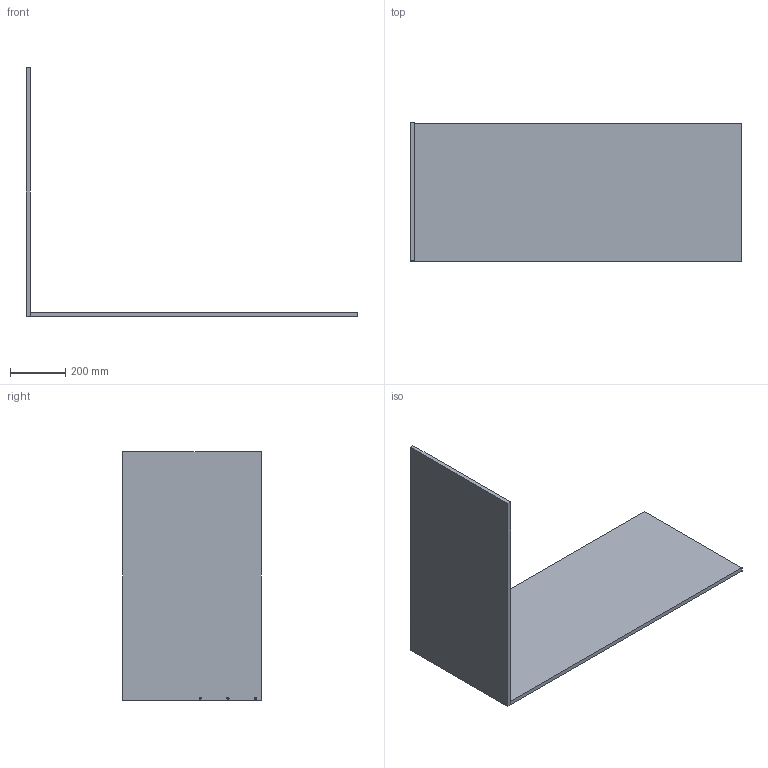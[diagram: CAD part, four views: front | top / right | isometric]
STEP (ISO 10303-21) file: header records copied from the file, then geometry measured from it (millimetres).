
FILE_DESCRIPTION(('STEP AP214'),'1');
FILE_NAME('furo_parafuso.step','2025-12-19T20:15:58',(' '),(' '),'Spatial InterOp 3D',' ',' ');
FILE_SCHEMA(('AUTOMOTIVE_DESIGN { 1 0 10303 214 1 1 1 1 }'));
Length unit declared in the file: millimetre
Products named in the file (1): BASE
Bounding box: 1200 x 500 x 900 mm (x, y, z)
Volume: 15637834.4 mm3; surface area: 2272263.2 mm2
Topology: 9 solids, 9 shells, 87 faces, 189 edges, 120 vertices
Faces by surface type: plane 75, cylinder 6, cone 6
Full cylindrical faces by diameter (mm): 3.5 x3, 5 x3
Entity records: 2968 total; most frequent: CARTESIAN_POINT 384, DIRECTION 378, ORIENTED_EDGE 342, EDGE_CURVE 171, LINE 156, VECTOR 156, VERTEX_POINT 117, AXIS2_PLACEMENT_3D 111
